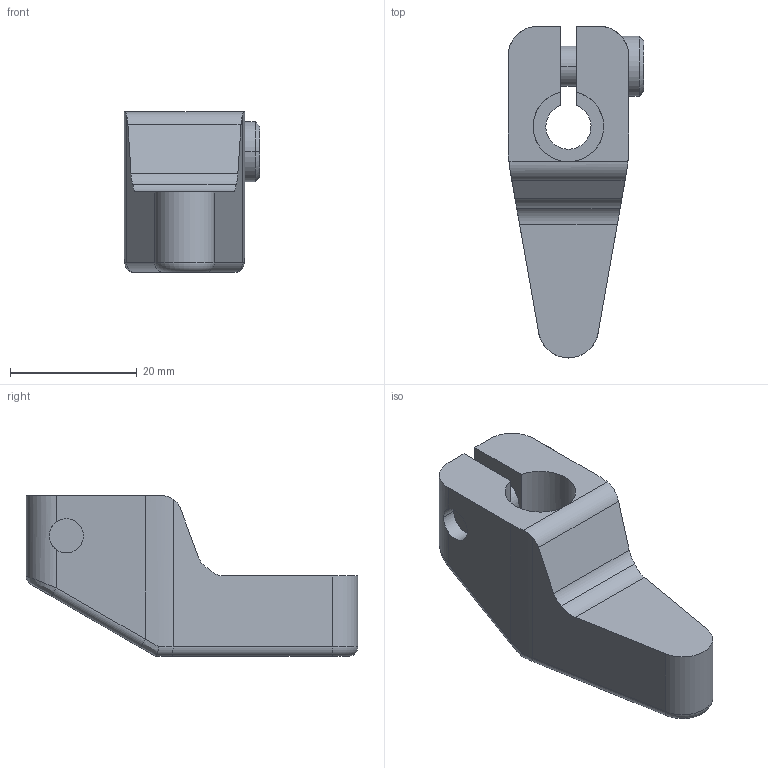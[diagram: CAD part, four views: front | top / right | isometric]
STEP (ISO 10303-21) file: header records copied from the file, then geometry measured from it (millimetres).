
FILE_DESCRIPTION((''),'2;1');
FILE_NAME('ILC91520506','2005-03-18T',('KR'),(''),'PRO/ENGINEER BY PARAMETRIC TECHNOLOGY CORPORATION, 2004290','PRO/ENGINEER BY PARAMETRIC TECHNOLOGY CORPORATION, 2004290','');
FILE_SCHEMA(('AUTOMOTIVE_DESIGN_CC2 { 1 2 10303 214 -1 1 5 2 }'));
Length unit declared in the file: inch
Products named in the file (1): ILC91520506
Bounding box: 21.44 x 52.4 x 25.4 mm (x, y, z)
Volume: 11333.1 mm3; surface area: 5176.7 mm2
Topology: 1 solids, 1 shells, 66 faces, 171 edges, 110 vertices
Faces by surface type: plane 30, cylinder 27, bspline 4, torus 3, cone 2
Entity records: 2979 total; most frequent: CARTESIAN_POINT 642, ORIENTED_EDGE 342, DIRECTION 320, PRESENTATION_STYLE_ASSIGNMENT 180, STYLED_ITEM 172, CURVE_STYLE 171, EDGE_CURVE 171, AXIS2_PLACEMENT_3D 114
